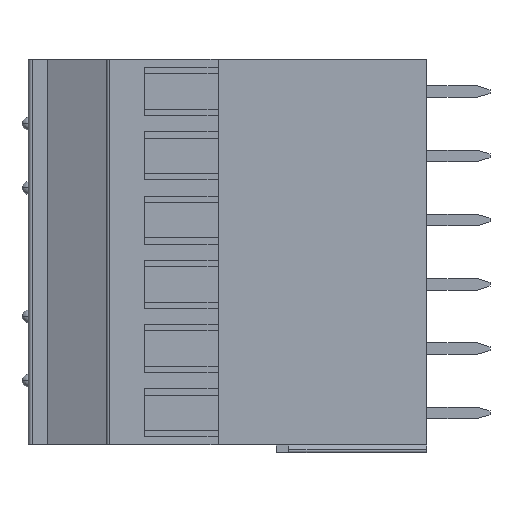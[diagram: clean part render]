
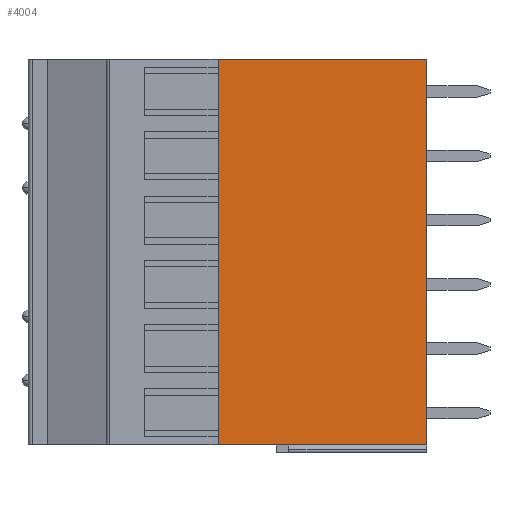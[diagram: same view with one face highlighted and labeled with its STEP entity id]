
A CAD part, left-side view. The second image highlights one B-rep face of the part: STEP entity #4004.
In plain terms, the highlighted planar face has unit normal (-1, 0, 0).
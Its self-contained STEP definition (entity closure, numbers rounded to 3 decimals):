
#40=DIRECTION('',(0.,-1.,0.));
#41=VECTOR('',#40,16.5);
#42=CARTESIAN_POINT('',(-5.55,0.75,27.94));
#43=LINE('',#42,#41);
#156=DIRECTION('',(0.,0.,-1.));
#157=VECTOR('',#156,30.48);
#158=CARTESIAN_POINT('',(-5.55,-15.75,27.94));
#159=LINE('',#158,#157);
#582=DIRECTION('',(0.,0.,-1.));
#583=VECTOR('',#582,30.48);
#584=CARTESIAN_POINT('',(-5.55,0.75,27.94));
#585=LINE('',#584,#583);
#650=DIRECTION('',(0.,-1.,0.));
#651=VECTOR('',#650,16.5);
#652=CARTESIAN_POINT('',(-5.55,0.75,-2.54));
#653=LINE('',#652,#651);
#2596=CARTESIAN_POINT('',(-5.55,0.75,27.94));
#2597=CARTESIAN_POINT('',(-5.55,-15.75,27.94));
#2598=VERTEX_POINT('',#2596);
#2599=VERTEX_POINT('',#2597);
#2620=CARTESIAN_POINT('',(-5.55,0.75,-2.54));
#2621=CARTESIAN_POINT('',(-5.55,-15.75,-2.54));
#2622=VERTEX_POINT('',#2620);
#2623=VERTEX_POINT('',#2621);
#3992=CARTESIAN_POINT('',(-5.55,0.75,27.94));
#3993=DIRECTION('',(-1.,0.,0.));
#3994=DIRECTION('',(0.,-1.,0.));
#3995=AXIS2_PLACEMENT_3D('',#3992,#3993,#3994);
#3996=PLANE('',#3995);
#3997=ORIENTED_EDGE('',*,*,#3339,.T.);
#3998=ORIENTED_EDGE('',*,*,#3428,.T.);
#4000=ORIENTED_EDGE('',*,*,#3999,.F.);
#4001=ORIENTED_EDGE('',*,*,#3792,.F.);
#4002=EDGE_LOOP('',(#3997,#3998,#4000,#4001));
#4003=FACE_OUTER_BOUND('',#4002,.F.);
#3339=EDGE_CURVE('',#2598,#2599,#43,.T.);
#3428=EDGE_CURVE('',#2599,#2623,#159,.T.);
#3792=EDGE_CURVE('',#2598,#2622,#585,.T.);
#3999=EDGE_CURVE('',#2622,#2623,#653,.T.);
#4004=ADVANCED_FACE('',(#4003),#3996,.T.);
